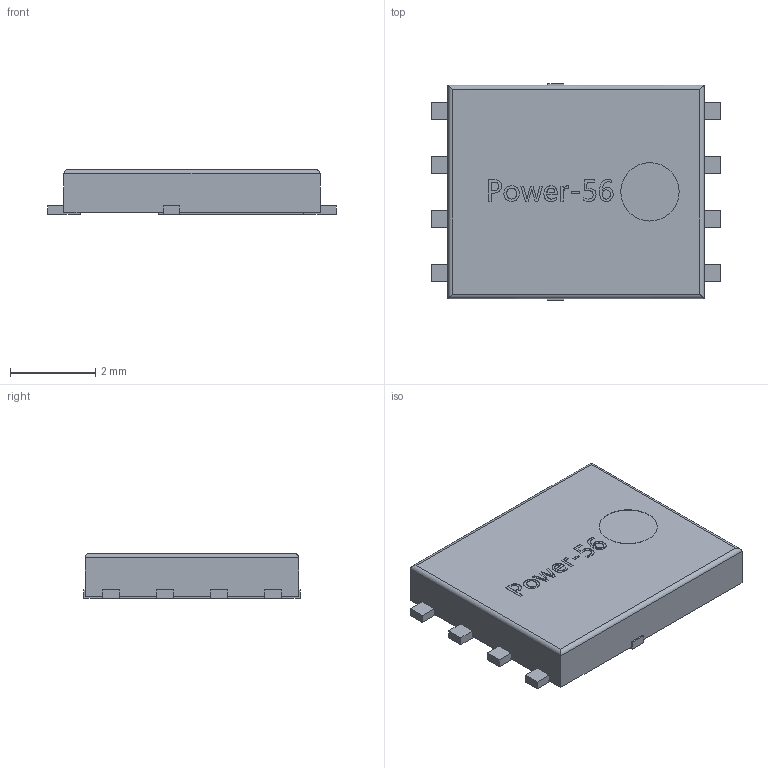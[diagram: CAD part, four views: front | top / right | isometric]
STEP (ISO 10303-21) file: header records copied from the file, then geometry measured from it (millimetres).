
FILE_DESCRIPTION (( 'STEP AP214' ), '1' );
FILE_NAME ('Power56_L5.0-W5.8-H1.0-P1.27.step', '2021-08-15T05:59:56', ( '' ), ( '' ), 'SwSTEP 2.0', 'SolidWorks 2020', '' );
FILE_SCHEMA (( 'AUTOMOTIVE_DESIGN' ));
Length unit declared in the file: millimetre
Products named in the file (1): Power56_L5.0-W5.8-H1.0-P1.27
Bounding box: 6.76 x 5.07 x 1.05 mm (x, y, z)
Volume: 31 mm3; surface area: 88.6 mm2
Topology: 5 solids, 5 shells, 245 faces, 641 edges, 426 vertices
Faces by surface type: plane 176, bspline 63, cylinder 6
Entity records: 13346 total; most frequent: CARTESIAN_POINT 4980, ORIENTED_EDGE 1282, DIRECTION 881, EDGE_CURVE 641, VECTOR 507, LINE 507, VERTEX_POINT 426, EDGE_LOOP 265
